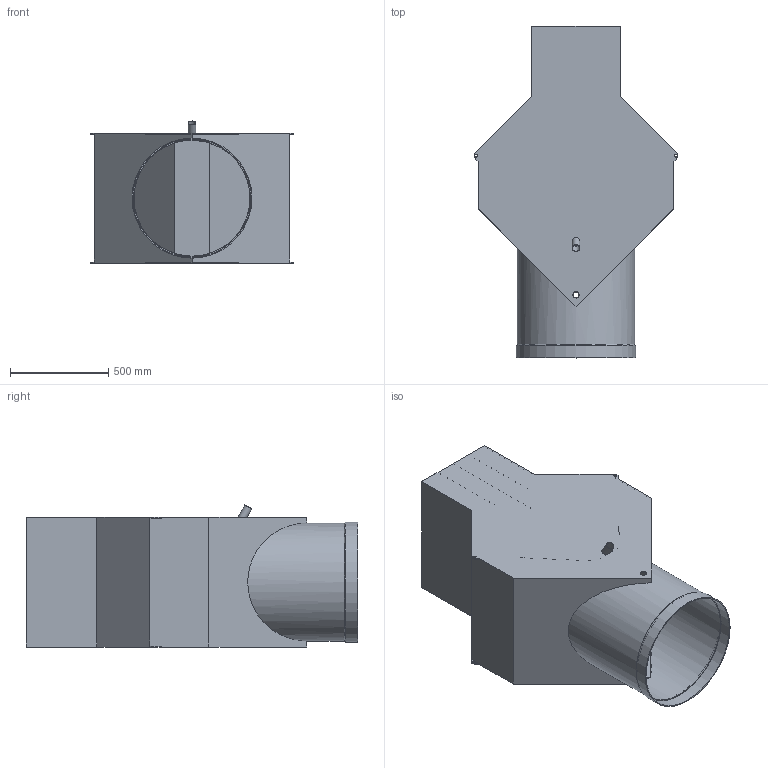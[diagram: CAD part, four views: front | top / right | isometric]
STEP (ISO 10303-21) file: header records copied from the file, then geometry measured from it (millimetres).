
FILE_DESCRIPTION( ( 'STEP AP214' ), '1' );
FILE_NAME( '3000957H.stp', '2021-12-20T13:40:13', ( 'License CC BY-ND 4.0' ), ( 'CADENAS' ), ' ', 'PARTsolutions', ' ' );
FILE_SCHEMA( ( 'AUTOMOTIVE_DESIGN { 1 0 10303 214 1 1 1 1 }' ) );
Length unit declared in the file: millimetre
Products named in the file (1): _3000957H
Bounding box: 1036 x 1688 x 722.63 mm (x, y, z)
Volume: 30641705 mm3; surface area: 12283543.6 mm2
Topology: 1 solids, 1 shells, 68 faces, 201 edges, 132 vertices
Faces by surface type: plane 54, cylinder 13, cone 1
Full cylindrical faces by diameter (mm): 15 x4, 32 x2, 36.667 x1, 40 x2, 590 x1, 600 x2, 610 x1
Entity records: 2737 total; most frequent: CARTESIAN_POINT 378, ORIENTED_EDGE 362, DIRECTION 347, EDGE_CURVE 181, LINE 153, VECTOR 153, VERTEX_POINT 128, EDGE_LOOP 105
